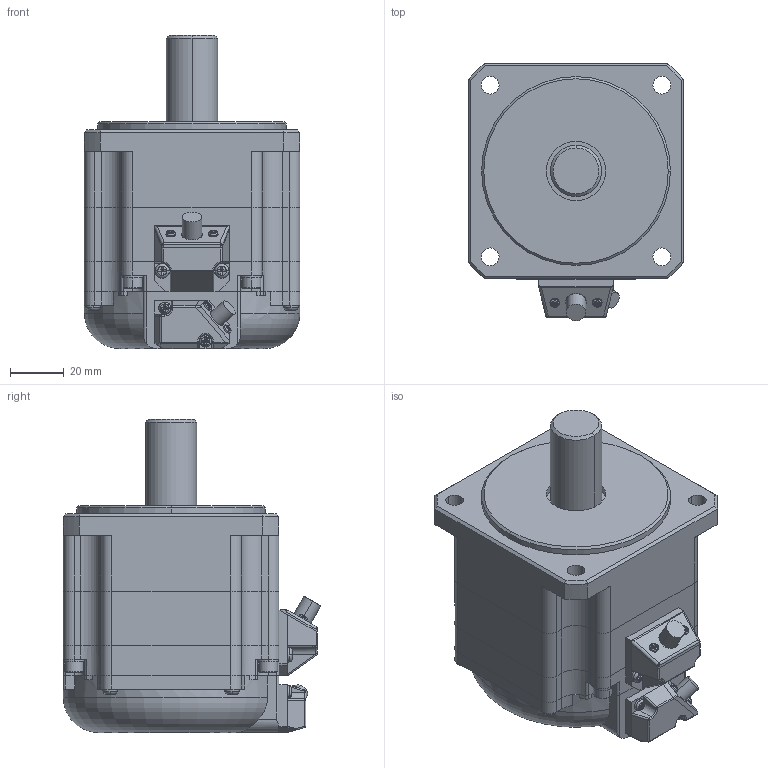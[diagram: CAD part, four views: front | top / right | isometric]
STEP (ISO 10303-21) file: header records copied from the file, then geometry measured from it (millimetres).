
FILE_DESCRIPTION(('Creo Elements/Direct Modeling STEP Export'),'2;1');
FILE_NAME('TSM3302N2000.stp','2013-10-21T 9:46:53',(''),(''),'Creo Elements/Direct Modeling STEP processor for AP214 (Solid Model)','Creo Elements/Direct Modeling 17.0F 20-Aug-2012 (C) Parametric Technology GmbH','');
FILE_SCHEMA(('AUTOMOTIVE_DESIGN { 1 0 10303 214 1 1 1 1 }'));
Length unit declared in the file: millimetre
Products named in the file (2): TSM3302N2000
Assembly tree (1 placements, depth 2):
  TSM3302N2000
    TSM3302N2000
Bounding box: 80 x 95.5 x 116.1 mm (x, y, z)
Volume: 474303.1 mm3; surface area: 40819.2 mm2
Topology: 1 solids, 3 shells, 857 faces, 2081 edges, 1247 vertices
Faces by surface type: plane 410, cylinder 216, bspline 114, cone 52, torus 35, sphere 30
Entity records: 29257 total; most frequent: CARTESIAN_POINT 7925, ORIENTED_EDGE 4134, DIRECTION 3580, EDGE_CURVE 2067, AXIS2_PLACEMENT_3D 1313, VERTEX_POINT 1247, VECTOR 954, LINE 954
